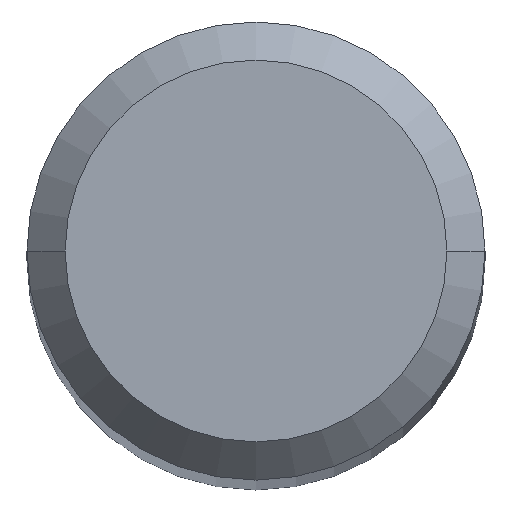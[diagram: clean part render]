
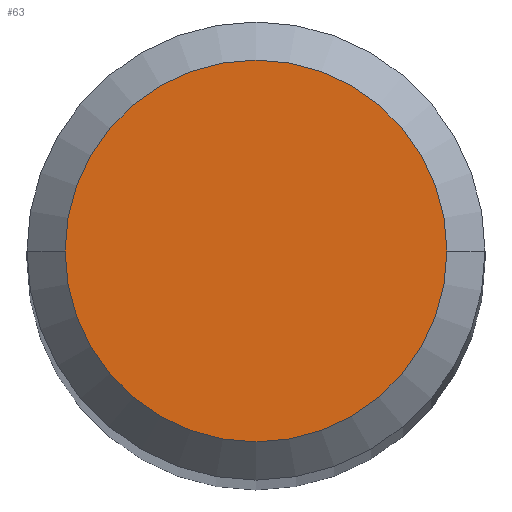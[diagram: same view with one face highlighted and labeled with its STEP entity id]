
A CAD part, top view. The second image highlights one B-rep face of the part: STEP entity #63.
In plain terms, the highlighted planar face has unit normal (0, 0, 1).
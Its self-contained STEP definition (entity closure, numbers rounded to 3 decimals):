
#27 = CARTESIAN_POINT ( 'NONE',  ( 0., 0., 150. ) ) ;
#28 = AXIS2_PLACEMENT_3D ( 'NONE', #164, #77, #245 ) ;
#30 = CARTESIAN_POINT ( 'NONE',  ( -5., 0., 150. ) ) ;
#32 = CIRCLE ( 'NONE', #28, 5. ) ;
#62 = ORIENTED_EDGE ( 'NONE', *, *, #274, .T. ) ;
#63 = ADVANCED_FACE ( 'NONE', ( #240 ), #243, .T. ) ;
#75 = DIRECTION ( 'NONE',  ( 0., 0., 1. ) ) ;
#77 = DIRECTION ( 'NONE',  ( 0., 0., 1. ) ) ;
#81 = AXIS2_PLACEMENT_3D ( 'NONE', #207, #75, #169 ) ;
#88 = VERTEX_POINT ( 'NONE', #92 ) ;
#92 = CARTESIAN_POINT ( 'NONE',  ( 5., 0., 150. ) ) ;
#129 = EDGE_LOOP ( 'NONE', ( #254, #62 ) ) ;
#162 = AXIS2_PLACEMENT_3D ( 'NONE', #27, #182, #199 ) ;
#164 = CARTESIAN_POINT ( 'NONE',  ( 0., 0., 150. ) ) ;
#169 = DIRECTION ( 'NONE',  ( 1., 0., 0. ) ) ;
#182 = DIRECTION ( 'NONE',  ( 0., 0., 1. ) ) ;
#199 = DIRECTION ( 'NONE',  ( 1., 0., 0. ) ) ;
#207 = CARTESIAN_POINT ( 'NONE',  ( 0., 0., 150. ) ) ;
#210 = CIRCLE ( 'NONE', #81, 5. ) ;
#240 = FACE_OUTER_BOUND ( 'NONE', #129, .T. ) ;
#242 = EDGE_CURVE ( 'NONE', #257, #88, #210, .T. ) ;
#243 = PLANE ( 'NONE',  #162 ) ;
#245 = DIRECTION ( 'NONE',  ( 1., 0., 0. ) ) ;
#254 = ORIENTED_EDGE ( 'NONE', *, *, #242, .T. ) ;
#257 = VERTEX_POINT ( 'NONE', #30 ) ;
#274 = EDGE_CURVE ( 'NONE', #88, #257, #32, .T. ) ;
